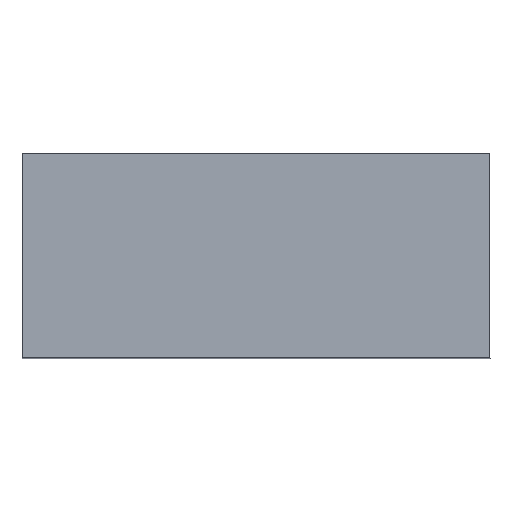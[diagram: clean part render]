
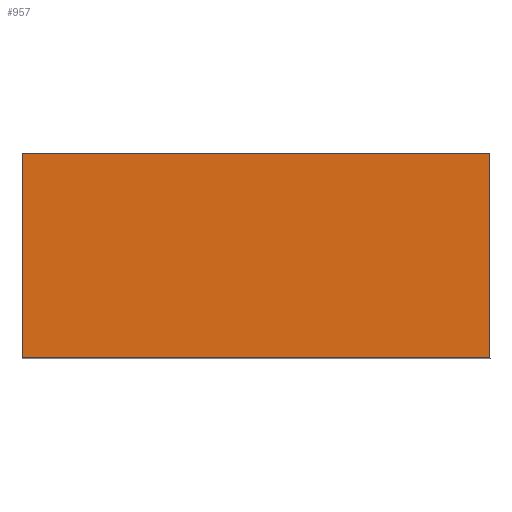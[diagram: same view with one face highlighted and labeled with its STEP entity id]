
A CAD part, top view. The second image highlights one B-rep face of the part: STEP entity #957.
In plain terms, the highlighted planar face has unit normal (0, 0.009, 1).
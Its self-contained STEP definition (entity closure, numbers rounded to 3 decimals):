
#6 = CARTESIAN_POINT ( 'NONE',  ( 14., 7.001, 2.387 ) ) ;
#21 = VECTOR ( 'NONE', #1377, 1000. ) ;
#44 = ORIENTED_EDGE ( 'NONE', *, *, #320, .F. ) ;
#93 = AXIS2_PLACEMENT_3D ( 'NONE', #506, #1105, #1780 ) ;
#142 = ORIENTED_EDGE ( 'NONE', *, *, #303, .T. ) ;
#153 = LINE ( 'NONE', #591, #1295 ) ;
#303 = EDGE_CURVE ( 'NONE', #452, #896, #1826, .T. ) ;
#306 = LINE ( 'NONE', #750, #691 ) ;
#320 = EDGE_CURVE ( 'NONE', #831, #1092, #1501, .T. ) ;
#340 = CARTESIAN_POINT ( 'NONE',  ( -18., -6.999, 2.509 ) ) ;
#452 = VERTEX_POINT ( 'NONE', #340 ) ;
#471 = DIRECTION ( 'NONE',  ( 1., 0., 0. ) ) ;
#498 = CARTESIAN_POINT ( 'NONE',  ( -18., 7.001, 2.387 ) ) ;
#506 = CARTESIAN_POINT ( 'NONE',  ( -18., 7.001, 2.387 ) ) ;
#591 = CARTESIAN_POINT ( 'NONE',  ( 14., 7.001, 2.387 ) ) ;
#691 = VECTOR ( 'NONE', #1515, 1000. ) ;
#744 = CARTESIAN_POINT ( 'NONE',  ( -18., 7.001, 2.387 ) ) ;
#750 = CARTESIAN_POINT ( 'NONE',  ( -18., 7.001, 2.387 ) ) ;
#831 = VERTEX_POINT ( 'NONE', #498 ) ;
#896 = VERTEX_POINT ( 'NONE', #1576 ) ;
#941 = EDGE_LOOP ( 'NONE', ( #142, #1937, #44, #1635 ) ) ;
#957 = ADVANCED_FACE ( 'NONE', ( #1551 ), #1862, .F. ) ;
#1069 = CARTESIAN_POINT ( 'NONE',  ( -18., -6.999, 2.509 ) ) ;
#1092 = VERTEX_POINT ( 'NONE', #6 ) ;
#1105 = DIRECTION ( 'NONE',  ( 0., -0.009, -1. ) ) ;
#1191 = DIRECTION ( 'NONE',  ( 0., 1., -0.009 ) ) ;
#1220 = EDGE_CURVE ( 'NONE', #896, #1092, #153, .T. ) ;
#1295 = VECTOR ( 'NONE', #1191, 1000. ) ;
#1319 = EDGE_CURVE ( 'NONE', #452, #831, #306, .T. ) ;
#1377 = DIRECTION ( 'NONE',  ( 1., 0., 0. ) ) ;
#1501 = LINE ( 'NONE', #744, #21 ) ;
#1515 = DIRECTION ( 'NONE',  ( 0., 1., -0.009 ) ) ;
#1551 = FACE_OUTER_BOUND ( 'NONE', #941, .T. ) ;
#1576 = CARTESIAN_POINT ( 'NONE',  ( 14., -6.999, 2.509 ) ) ;
#1635 = ORIENTED_EDGE ( 'NONE', *, *, #1319, .F. ) ;
#1741 = VECTOR ( 'NONE', #471, 1000. ) ;
#1780 = DIRECTION ( 'NONE',  ( 0., -1., 0.009 ) ) ;
#1826 = LINE ( 'NONE', #1069, #1741 ) ;
#1862 = PLANE ( 'NONE',  #93 ) ;
#1937 = ORIENTED_EDGE ( 'NONE', *, *, #1220, .T. ) ;
